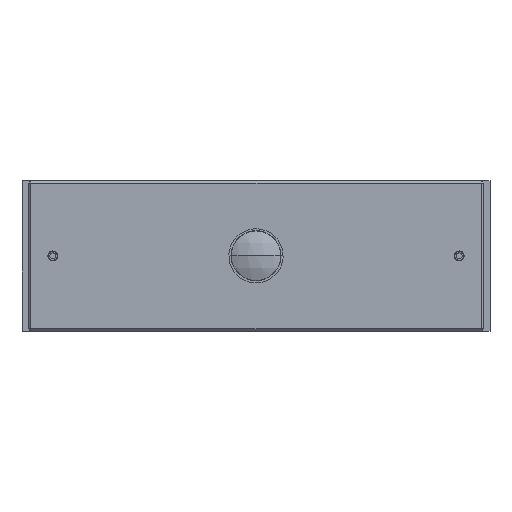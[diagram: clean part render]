
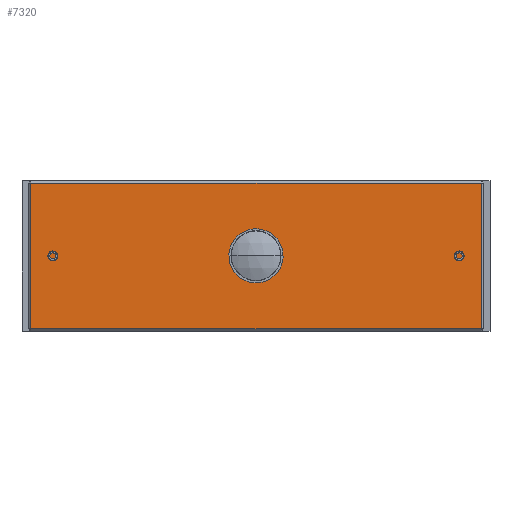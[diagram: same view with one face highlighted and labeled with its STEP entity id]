
A CAD part, top view. The second image highlights one B-rep face of the part: STEP entity #7320.
In plain terms, the highlighted planar face has unit normal (0, 0, 1).
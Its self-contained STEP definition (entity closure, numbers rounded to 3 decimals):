
#174 = EDGE_CURVE ( 'NONE', #27533, #22473, #2138, .T. ) ;
#258 = CIRCLE ( 'NONE', #16672, 2. ) ;
#351 = ORIENTED_EDGE ( 'NONE', *, *, #19252, .T. ) ;
#835 = VERTEX_POINT ( 'NONE', #1371 ) ;
#1202 = VECTOR ( 'NONE', #19024, 1000. ) ;
#1337 = EDGE_CURVE ( 'NONE', #22473, #23614, #12049, .T. ) ;
#1371 = CARTESIAN_POINT ( 'NONE',  ( 91.5, -29.5, 54.5 ) ) ;
#1813 = CARTESIAN_POINT ( 'NONE',  ( 91.5, 30.5, 54.5 ) ) ;
#2012 = CARTESIAN_POINT ( 'NONE',  ( -91.5, 29.5, 54.5 ) ) ;
#2138 = LINE ( 'NONE', #21276, #18134 ) ;
#2164 = ORIENTED_EDGE ( 'NONE', *, *, #16781, .T. ) ;
#2458 = FACE_BOUND ( 'NONE', #9870, .T. ) ;
#3387 = VECTOR ( 'NONE', #27052, 1000. ) ;
#3983 = DIRECTION ( 'NONE',  ( 0., 1., 0. ) ) ;
#4180 = CARTESIAN_POINT ( 'NONE',  ( 90.053, -0.594, 54.5 ) ) ;
#4371 = EDGE_LOOP ( 'NONE', ( #22333, #13299, #5402, #7886 ) ) ;
#4415 = DIRECTION ( 'NONE',  ( 0., 1., 0. ) ) ;
#5113 = CIRCLE ( 'NONE', #15130, 4.25 ) ;
#5333 = VERTEX_POINT ( 'NONE', #9028 ) ;
#5397 = VECTOR ( 'NONE', #16450, 1000. ) ;
#5402 = ORIENTED_EDGE ( 'NONE', *, *, #14284, .T. ) ;
#5598 = AXIS2_PLACEMENT_3D ( 'NONE', #24623, #24188, #22461 ) ;
#5722 = CARTESIAN_POINT ( 'NONE',  ( 89.037, -13.5, 54.5 ) ) ;
#5776 = DIRECTION ( 'NONE',  ( 0., 1., 0. ) ) ;
#5997 = ORIENTED_EDGE ( 'NONE', *, *, #174, .T. ) ;
#6185 = CARTESIAN_POINT ( 'NONE',  ( 92.5, -29.5, 54.5 ) ) ;
#6222 = DIRECTION ( 'NONE',  ( 0.997, 0.078, 0. ) ) ;
#6368 = CIRCLE ( 'NONE', #24631, 1.2 ) ;
#6488 = CARTESIAN_POINT ( 'NONE',  ( 84.494, 0.157, 54.5 ) ) ;
#6888 = CARTESIAN_POINT ( 'NONE',  ( 92.5, 30.5, 54.5 ) ) ;
#7026 = EDGE_CURVE ( 'NONE', #21148, #23992, #258, .T. ) ;
#7168 = ORIENTED_EDGE ( 'NONE', *, *, #8868, .F. ) ;
#7320 = ADVANCED_FACE ( 'NONE', ( #2458, #24333, #21889, #19590 ), #8754, .F. ) ;
#7584 = LINE ( 'NONE', #5722, #3387 ) ;
#7696 = CARTESIAN_POINT ( 'NONE',  ( -4.25, 0., 54.5 ) ) ;
#7886 = ORIENTED_EDGE ( 'NONE', *, *, #20928, .F. ) ;
#8051 = ORIENTED_EDGE ( 'NONE', *, *, #1337, .T. ) ;
#8632 = DIRECTION ( 'NONE',  ( 0., 0., -1. ) ) ;
#8754 = PLANE ( 'NONE',  #23553 ) ;
#8781 = CIRCLE ( 'NONE', #12421, 2. ) ;
#8868 = EDGE_CURVE ( 'NONE', #27148, #21148, #22927, .T. ) ;
#9028 = CARTESIAN_POINT ( 'NONE',  ( 83.696, 0.094, 54.5 ) ) ;
#9870 = EDGE_LOOP ( 'NONE', ( #7168, #21657, #351, #27797 ) ) ;
#9928 = CARTESIAN_POINT ( 'NONE',  ( -91.5, 30.5, 54.5 ) ) ;
#10129 = LINE ( 'NONE', #1813, #17707 ) ;
#10202 = EDGE_CURVE ( 'NONE', #5333, #15564, #14635, .T. ) ;
#10207 = DIRECTION ( 'NONE',  ( 0., 0., -1. ) ) ;
#10283 = ORIENTED_EDGE ( 'NONE', *, *, #21412, .T. ) ;
#10547 = CARTESIAN_POINT ( 'NONE',  ( -82.5, 0., 54.5 ) ) ;
#10847 = DIRECTION ( 'NONE',  ( -1., 0., 0. ) ) ;
#11197 = DIRECTION ( 'NONE',  ( 0., 0., -1. ) ) ;
#11273 = VECTOR ( 'NONE', #23069, 1000. ) ;
#11802 = VECTOR ( 'NONE', #6222, 1000. ) ;
#12049 = LINE ( 'NONE', #9928, #5397 ) ;
#12111 = CARTESIAN_POINT ( 'NONE',  ( 82.5, 0., 54.5 ) ) ;
#12420 = CARTESIAN_POINT ( 'NONE',  ( -83.696, -0.094, 54.5 ) ) ;
#12421 = AXIS2_PLACEMENT_3D ( 'NONE', #12111, #27584, #18256 ) ;
#12430 = ORIENTED_EDGE ( 'NONE', *, *, #21907, .T. ) ;
#12475 = CARTESIAN_POINT ( 'NONE',  ( -91.5, -29.5, 54.5 ) ) ;
#13031 = CARTESIAN_POINT ( 'NONE',  ( 4.25, 0., 54.5 ) ) ;
#13299 = ORIENTED_EDGE ( 'NONE', *, *, #18689, .F. ) ;
#14284 = EDGE_CURVE ( 'NONE', #25966, #19044, #27647, .T. ) ;
#14354 = CARTESIAN_POINT ( 'NONE',  ( 93.808, 13.876, 54.5 ) ) ;
#14635 = LINE ( 'NONE', #26077, #11802 ) ;
#14806 = VERTEX_POINT ( 'NONE', #7696 ) ;
#14873 = CARTESIAN_POINT ( 'NONE',  ( -84.494, 0.157, 54.5 ) ) ;
#14883 = DIRECTION ( 'NONE',  ( 1., 0., 0. ) ) ;
#14926 = EDGE_CURVE ( 'NONE', #835, #27533, #10129, .T. ) ;
#15130 = AXIS2_PLACEMENT_3D ( 'NONE', #20923, #8632, #25663 ) ;
#15564 = VERTEX_POINT ( 'NONE', #6488 ) ;
#15876 = CARTESIAN_POINT ( 'NONE',  ( -83.696, 0.094, 54.5 ) ) ;
#16450 = DIRECTION ( 'NONE',  ( 0., -1., 0. ) ) ;
#16672 = AXIS2_PLACEMENT_3D ( 'NONE', #10547, #23982, #4415 ) ;
#16781 = EDGE_CURVE ( 'NONE', #27984, #14806, #23786, .T. ) ;
#17459 = DIRECTION ( 'NONE',  ( 0., 0., -1. ) ) ;
#17707 = VECTOR ( 'NONE', #3983, 1000. ) ;
#18122 = CARTESIAN_POINT ( 'NONE',  ( 83.696, -0.094, 54.5 ) ) ;
#18134 = VECTOR ( 'NONE', #10847, 1000. ) ;
#18256 = DIRECTION ( 'NONE',  ( 0., 1., 0. ) ) ;
#18689 = EDGE_CURVE ( 'NONE', #25966, #5333, #21086, .T. ) ;
#19024 = DIRECTION ( 'NONE',  ( 0.997, -0.078, 0. ) ) ;
#19044 = VERTEX_POINT ( 'NONE', #26765 ) ;
#19161 = CARTESIAN_POINT ( 'NONE',  ( -82.5, 0., 54.5 ) ) ;
#19222 = CARTESIAN_POINT ( 'NONE',  ( -84.494, -0.157, 54.5 ) ) ;
#19252 = EDGE_CURVE ( 'NONE', #28248, #23992, #7584, .T. ) ;
#19590 = FACE_BOUND ( 'NONE', #4371, .T. ) ;
#19742 = DIRECTION ( 'NONE',  ( -1., 0., 0. ) ) ;
#20923 = CARTESIAN_POINT ( 'NONE',  ( 0., 0., 54.5 ) ) ;
#20928 = EDGE_CURVE ( 'NONE', #15564, #19044, #8781, .T. ) ;
#21086 = CIRCLE ( 'NONE', #5598, 1.2 ) ;
#21148 = VERTEX_POINT ( 'NONE', #19222 ) ;
#21276 = CARTESIAN_POINT ( 'NONE',  ( -92.5, 29.5, 54.5 ) ) ;
#21412 = EDGE_CURVE ( 'NONE', #14806, #27984, #5113, .T. ) ;
#21477 = DIRECTION ( 'NONE',  ( -1., 0., 0. ) ) ;
#21514 = AXIS2_PLACEMENT_3D ( 'NONE', #26232, #11197, #21477 ) ;
#21547 = EDGE_LOOP ( 'NONE', ( #10283, #2164 ) ) ;
#21657 = ORIENTED_EDGE ( 'NONE', *, *, #27851, .F. ) ;
#21889 = FACE_OUTER_BOUND ( 'NONE', #27833, .T. ) ;
#21907 = EDGE_CURVE ( 'NONE', #23614, #835, #25770, .T. ) ;
#22333 = ORIENTED_EDGE ( 'NONE', *, *, #10202, .F. ) ;
#22461 = DIRECTION ( 'NONE',  ( 0., 1., 0. ) ) ;
#22473 = VERTEX_POINT ( 'NONE', #2012 ) ;
#22927 = LINE ( 'NONE', #14354, #11273 ) ;
#23069 = DIRECTION ( 'NONE',  ( -0.997, -0.078, 0. ) ) ;
#23553 = AXIS2_PLACEMENT_3D ( 'NONE', #6888, #17459, #19742 ) ;
#23614 = VERTEX_POINT ( 'NONE', #12475 ) ;
#23786 = CIRCLE ( 'NONE', #21514, 4.25 ) ;
#23982 = DIRECTION ( 'NONE',  ( 0., 0., 1. ) ) ;
#23992 = VERTEX_POINT ( 'NONE', #14873 ) ;
#24188 = DIRECTION ( 'NONE',  ( 0., 0., -1. ) ) ;
#24333 = FACE_BOUND ( 'NONE', #21547, .T. ) ;
#24623 = CARTESIAN_POINT ( 'NONE',  ( 82.5, 0., 54.5 ) ) ;
#24631 = AXIS2_PLACEMENT_3D ( 'NONE', #19161, #10207, #5776 ) ;
#24798 = VECTOR ( 'NONE', #14883, 1000. ) ;
#25663 = DIRECTION ( 'NONE',  ( -1., 0., 0. ) ) ;
#25770 = LINE ( 'NONE', #6185, #24798 ) ;
#25966 = VERTEX_POINT ( 'NONE', #18122 ) ;
#26077 = CARTESIAN_POINT ( 'NONE',  ( 94.824, 0.97, 54.5 ) ) ;
#26232 = CARTESIAN_POINT ( 'NONE',  ( 0., 0., 54.5 ) ) ;
#26765 = CARTESIAN_POINT ( 'NONE',  ( 84.494, -0.157, 54.5 ) ) ;
#27019 = ORIENTED_EDGE ( 'NONE', *, *, #14926, .T. ) ;
#27052 = DIRECTION ( 'NONE',  ( -0.997, 0.078, 0. ) ) ;
#27148 = VERTEX_POINT ( 'NONE', #12420 ) ;
#27442 = CARTESIAN_POINT ( 'NONE',  ( 91.5, 29.5, 54.5 ) ) ;
#27533 = VERTEX_POINT ( 'NONE', #27442 ) ;
#27584 = DIRECTION ( 'NONE',  ( 0., 0., 1. ) ) ;
#27647 = LINE ( 'NONE', #4180, #1202 ) ;
#27797 = ORIENTED_EDGE ( 'NONE', *, *, #7026, .F. ) ;
#27833 = EDGE_LOOP ( 'NONE', ( #8051, #12430, #27019, #5997 ) ) ;
#27851 = EDGE_CURVE ( 'NONE', #28248, #27148, #6368, .T. ) ;
#27984 = VERTEX_POINT ( 'NONE', #13031 ) ;
#28248 = VERTEX_POINT ( 'NONE', #15876 ) ;
